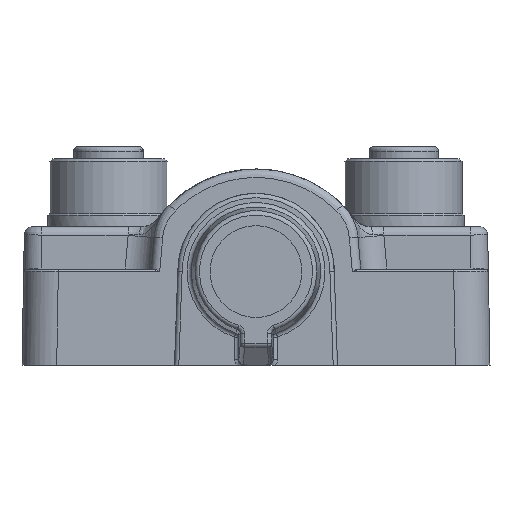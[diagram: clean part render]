
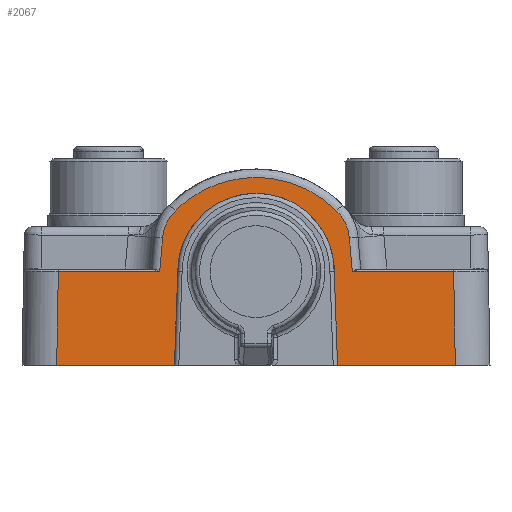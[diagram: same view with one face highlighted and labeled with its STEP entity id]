
A CAD part, left-side view. The second image highlights one B-rep face of the part: STEP entity #2067.
In plain terms, the highlighted planar face has unit normal (-1, 0, 0.018).
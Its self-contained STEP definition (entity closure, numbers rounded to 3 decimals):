
#1012=FACE_OUTER_BOUND('',#4055,.T.);
#2067=ADVANCED_FACE('2208-0-10',(#1012),#3281,.T.);
#3281=PLANE('',#19048);
#4055=EDGE_LOOP('',(#7218,#7219,#7220,#7221,#7222,#7223,#7224,#7225,#7226,
#7227,#7228,#7229,#7230,#7231));
#6439=B_SPLINE_CURVE_WITH_KNOTS('',3,(#26620,#26621,#26622,#26623,#26624),
 .UNSPECIFIED.,.F.,.F.,(4,1,4),(0.,0.5,1.),.UNSPECIFIED.);
#6440=B_SPLINE_CURVE_WITH_KNOTS('',3,(#26626,#26627,#26628,#26629,#26630,
#26631,#26632,#26633,#26634,#26635,#26636,#26637),.UNSPECIFIED.,.F.,.F.,
(4,2,2,2,2,4),(0.,0.166,0.276,0.511,
0.756,1.),.UNSPECIFIED.);
#6441=B_SPLINE_CURVE_WITH_KNOTS('',3,(#26639,#26640,#26641,#26642,#26643),
 .UNSPECIFIED.,.F.,.F.,(4,1,4),(0.,0.5,1.),.UNSPECIFIED.);
#6977=ELLIPSE('',#19047,9.024,9.023);
#7218=ORIENTED_EDGE('',*,*,#14095,.F.);
#7219=ORIENTED_EDGE('',*,*,#14308,.T.);
#7220=ORIENTED_EDGE('',*,*,#14309,.T.);
#7221=ORIENTED_EDGE('',*,*,#14310,.T.);
#7222=ORIENTED_EDGE('',*,*,#14109,.F.);
#7223=ORIENTED_EDGE('',*,*,#14311,.T.);
#7224=ORIENTED_EDGE('',*,*,#14312,.T.);
#7225=ORIENTED_EDGE('',*,*,#14313,.T.);
#7226=ORIENTED_EDGE('',*,*,#14314,.T.);
#7227=ORIENTED_EDGE('',*,*,#14315,.T.);
#7228=ORIENTED_EDGE('',*,*,#14316,.T.);
#7229=ORIENTED_EDGE('',*,*,#14317,.T.);
#7230=ORIENTED_EDGE('',*,*,#14318,.T.);
#7231=ORIENTED_EDGE('',*,*,#14319,.T.);
#12376=VERTEX_POINT('',#26090);
#12385=VERTEX_POINT('',#26119);
#12386=VERTEX_POINT('',#26121);
#12399=VERTEX_POINT('',#26147);
#12598=VERTEX_POINT('',#26610);
#12599=VERTEX_POINT('',#26612);
#12600=VERTEX_POINT('',#26615);
#12601=VERTEX_POINT('',#26617);
#12602=VERTEX_POINT('',#26619);
#12603=VERTEX_POINT('',#26625);
#12604=VERTEX_POINT('',#26638);
#12605=VERTEX_POINT('',#26644);
#12606=VERTEX_POINT('',#26646);
#12607=VERTEX_POINT('',#26648);
#14095=EDGE_CURVE('',#12385,#12386,#16781,.T.);
#14109=EDGE_CURVE('',#12399,#12376,#16788,.T.);
#14308=EDGE_CURVE('',#12385,#12598,#16870,.T.);
#14309=EDGE_CURVE('',#12598,#12599,#6977,.T.);
#14310=EDGE_CURVE('',#12599,#12376,#16871,.T.);
#14311=EDGE_CURVE('',#12399,#12600,#16872,.T.);
#14312=EDGE_CURVE('',#12600,#12601,#16873,.T.);
#14313=EDGE_CURVE('',#12601,#12602,#16874,.T.);
#14314=EDGE_CURVE('',#12602,#12603,#6439,.T.);
#14315=EDGE_CURVE('',#12603,#12604,#6440,.T.);
#14316=EDGE_CURVE('',#12604,#12605,#6441,.T.);
#14317=EDGE_CURVE('',#12605,#12606,#16875,.T.);
#14318=EDGE_CURVE('',#12606,#12607,#16876,.T.);
#14319=EDGE_CURVE('',#12607,#12386,#16877,.T.);
#16781=LINE('',#26120,#17853);
#16788=LINE('',#26148,#17860);
#16870=LINE('',#26609,#17942);
#16871=LINE('',#26613,#17943);
#16872=LINE('',#26614,#17944);
#16873=LINE('',#26616,#17945);
#16874=LINE('',#26618,#17946);
#16875=LINE('',#26645,#17947);
#16876=LINE('',#26647,#17948);
#16877=LINE('',#26649,#17949);
#17853=VECTOR('',#20963,1.);
#17860=VECTOR('',#20984,1.);
#17942=VECTOR('',#21300,1.);
#17943=VECTOR('',#21303,1.);
#17944=VECTOR('',#21304,1.);
#17945=VECTOR('',#21305,1.);
#17946=VECTOR('',#21306,1.);
#17947=VECTOR('',#21307,1.);
#17948=VECTOR('',#21308,1.);
#17949=VECTOR('',#21309,1.);
#19047=AXIS2_PLACEMENT_3D('',#26611,#21301,#21302);
#19048=AXIS2_PLACEMENT_3D('',#26650,#21310,#21311);
#20963=DIRECTION('',(0.,1.,0.));
#20984=DIRECTION('',(0.,1.,0.));
#21300=DIRECTION('',(0.017,-0.035,0.999));
#21301=DIRECTION('',(1.,0.,-0.017));
#21302=DIRECTION('',(-0.017,0.,-1.));
#21303=DIRECTION('',(-0.017,-0.035,-0.999));
#21304=DIRECTION('',(0.017,0.017,1.));
#21305=DIRECTION('',(0.,1.,0.));
#21306=DIRECTION('',(0.017,0.087,0.996));
#21307=DIRECTION('',(-0.017,0.087,-0.996));
#21308=DIRECTION('',(0.,1.,0.));
#21309=DIRECTION('',(-0.017,0.017,-1.));
#21310=DIRECTION('',(-1.,0.,0.017));
#21311=DIRECTION('',(0.,-1.,0.));
#26090=CARTESIAN_POINT('',(-66.747,33.6,-16.));
#26119=CARTESIAN_POINT('',(-66.747,52.4,-16.));
#26120=CARTESIAN_POINT('',(-66.747,49.9,-16.));
#26121=CARTESIAN_POINT('',(-66.747,65.98,-16.));
#26147=CARTESIAN_POINT('',(-66.747,20.02,-16.));
#26148=CARTESIAN_POINT('',(-66.747,20.02,-16.));
#26609=CARTESIAN_POINT('',(-66.319,51.544,8.525));
#26610=CARTESIAN_POINT('',(-66.558,52.023,-5.2));
#26611=CARTESIAN_POINT('',(-66.558,43.,-5.2));
#26612=CARTESIAN_POINT('',(-66.558,33.977,-5.2));
#26613=CARTESIAN_POINT('',(-66.352,34.39,6.614));
#26614=CARTESIAN_POINT('',(-66.747,20.02,-16.));
#26615=CARTESIAN_POINT('',(-66.558,20.209,-5.197));
#26616=CARTESIAN_POINT('',(-66.558,20.209,-5.197));
#26617=CARTESIAN_POINT('',(-66.558,31.898,-5.197));
#26618=CARTESIAN_POINT('',(-66.558,31.898,-5.197));
#26619=CARTESIAN_POINT('',(-66.491,32.238,-1.307));
#26620=CARTESIAN_POINT('',(-66.491,32.238,-1.307));
#26621=CARTESIAN_POINT('',(-66.48,32.289,-0.729));
#26622=CARTESIAN_POINT('',(-66.461,32.593,0.41));
#26623=CARTESIAN_POINT('',(-66.444,33.269,1.377));
#26624=CARTESIAN_POINT('',(-66.437,33.679,1.788));
#26625=CARTESIAN_POINT('',(-66.437,33.679,1.788));
#26626=CARTESIAN_POINT('',(-66.437,33.679,1.788));
#26627=CARTESIAN_POINT('',(-66.422,34.486,2.597));
#26628=CARTESIAN_POINT('',(-66.41,35.4,3.301));
#26629=CARTESIAN_POINT('',(-66.393,37.047,4.257));
#26630=CARTESIAN_POINT('',(-66.388,37.739,4.583));
#26631=CARTESIAN_POINT('',(-66.373,39.979,5.407));
#26632=CARTESIAN_POINT('',(-66.369,41.61,5.682));
#26633=CARTESIAN_POINT('',(-66.37,44.921,5.623));
#26634=CARTESIAN_POINT('',(-66.376,46.601,5.265));
#26635=CARTESIAN_POINT('',(-66.399,49.706,3.945));
#26636=CARTESIAN_POINT('',(-66.416,51.13,2.982));
#26637=CARTESIAN_POINT('',(-66.437,52.321,1.788));
#26638=CARTESIAN_POINT('',(-66.437,52.321,1.788));
#26639=CARTESIAN_POINT('',(-66.437,52.321,1.788));
#26640=CARTESIAN_POINT('',(-66.444,52.731,1.377));
#26641=CARTESIAN_POINT('',(-66.461,53.407,0.41));
#26642=CARTESIAN_POINT('',(-66.48,53.711,-0.729));
#26643=CARTESIAN_POINT('',(-66.491,53.762,-1.307));
#26644=CARTESIAN_POINT('',(-66.491,53.762,-1.307));
#26645=CARTESIAN_POINT('',(-66.491,53.762,-1.307));
#26646=CARTESIAN_POINT('',(-66.558,54.102,-5.197));
#26647=CARTESIAN_POINT('',(-66.558,54.102,-5.197));
#26648=CARTESIAN_POINT('',(-66.558,65.791,-5.197));
#26649=CARTESIAN_POINT('',(-66.558,65.791,-5.197));
#26650=CARTESIAN_POINT('',(-66.341,15.605,7.27));
